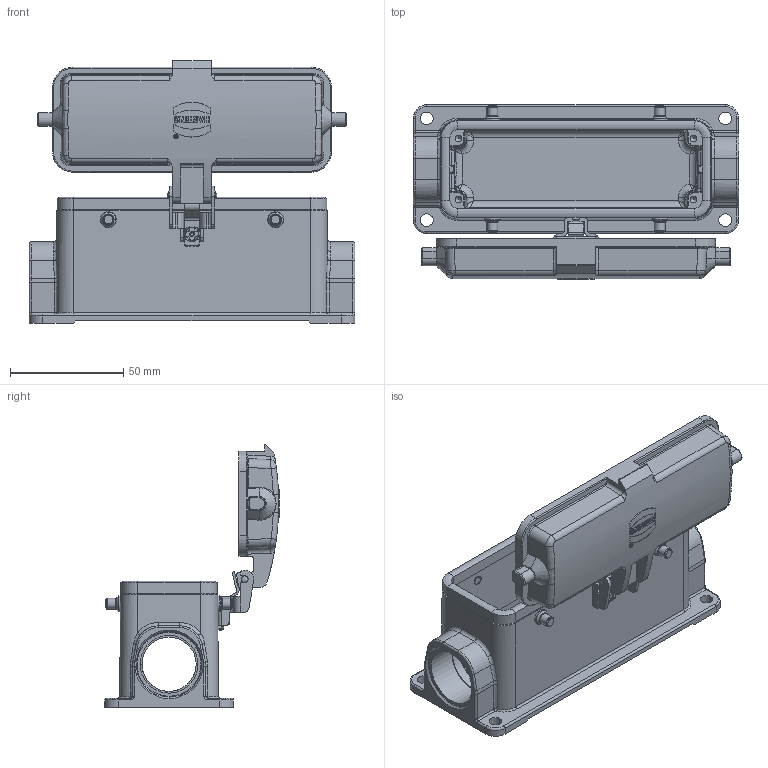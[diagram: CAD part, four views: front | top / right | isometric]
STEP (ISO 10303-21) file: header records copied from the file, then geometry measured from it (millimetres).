
FILE_DESCRIPTION((''),'2;1');
FILE_NAME('05300242261.stp','2020-07-14T15:31:32',('e.eickhoff'),(''),'Autodesk Inventor 2012','Autodesk Inventor 2012','');
FILE_SCHEMA(('AUTOMOTIVE_DESIGN { 1 0 10303 214 1 1 1 1 }'));
Length unit declared in the file: millimetre
Products named in the file (3): 05300242261; M25-PG21 Adapter
Assembly tree (3 placements, depth 2):
  05300242261
    05300242261
    M25-PG21 Adapter  x2
Bounding box: 144 x 77.29 x 116.08 mm (x, y, z)
Volume: 131861.3 mm3; surface area: 82061.8 mm2
Topology: 4 solids, 4 shells, 938 faces, 3079 edges, 2827 vertices
Faces by surface type: plane 336, cylinder 304, bspline 175, torus 70, cone 47, sphere 6
Full cylindrical faces by diameter (mm): 3 x6, 3.05 x1, 4 x5, 4.8 x4, 5.6 x4, 7 x5, 24 x2, 25.5 x2, 28.3 x2, 29 x2
Entity records: 38996 total; most frequent: CARTESIAN_POINT 12380, DIRECTION 5113, ORIENTED_EDGE 4610, EDGE_CURVE 2305, AXIS2_PLACEMENT_3D 1914, VERTEX_POINT 1474, VECTOR 1285, LINE 1285
